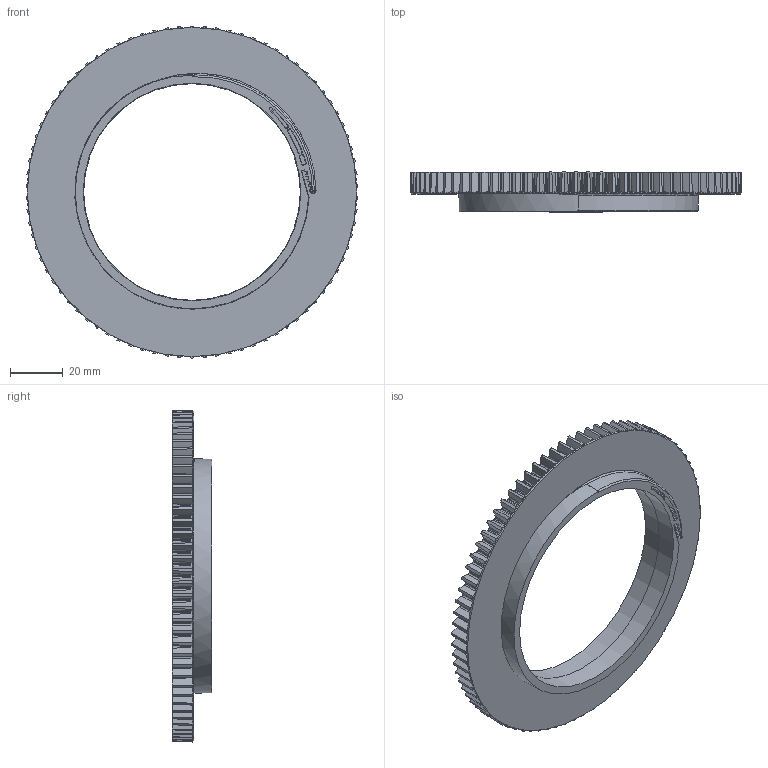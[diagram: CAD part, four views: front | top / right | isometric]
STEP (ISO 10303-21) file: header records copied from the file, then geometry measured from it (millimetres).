
FILE_DESCRIPTION(/* description */ ('STEP AP242','CAx-IF Rec.Pracs.---Representation and Presentation of Product Manufacturing Information (PMI)---4.0---2014-10-13','CAx-IF Rec.Pracs.---3D Tessellated Geometry---0.4---2014-09-14','2;1'),/* implementation_level */ '2;1');
FILE_NAME(/* name */ '661855ca6b66f90eb684960e',/* time_stamp */ '2024-04-11T21:27:40Z',/* author */ (''),/* organization */ (''),/* preprocessor_version */ 'ST-DEVELOPER v20',/* originating_system */ ' ',/* authorisation */ ' ');
FILE_SCHEMA (('AP242_MANAGED_MODEL_BASED_3D_ENGINEERING_MIM_LF { 1 0 10303 442 1 1 4 }'));
Length unit declared in the file: metre
Products named in the file (1): Spur gear (82 teeth)
Bounding box: 125.96 x 15 x 126.01 mm (x, y, z)
Volume: 37988.2 mm3; surface area: 31409 mm2
Topology: 1 solids, 1 shells, 1002 faces, 2827 edges, 1823 vertices
Faces by surface type: cone 497, plane 260, bspline 218, cylinder 25, torus 2
Entity records: 38350 total; most frequent: CARTESIAN_POINT 14551, ORIENTED_EDGE 5628, DIRECTION 4336, EDGE_CURVE 2814, AXIS2_PLACEMENT_3D 1951, VERTEX_POINT 1822, B_SPLINE_CURVE_WITH_KNOTS 1214, CIRCLE 1066
